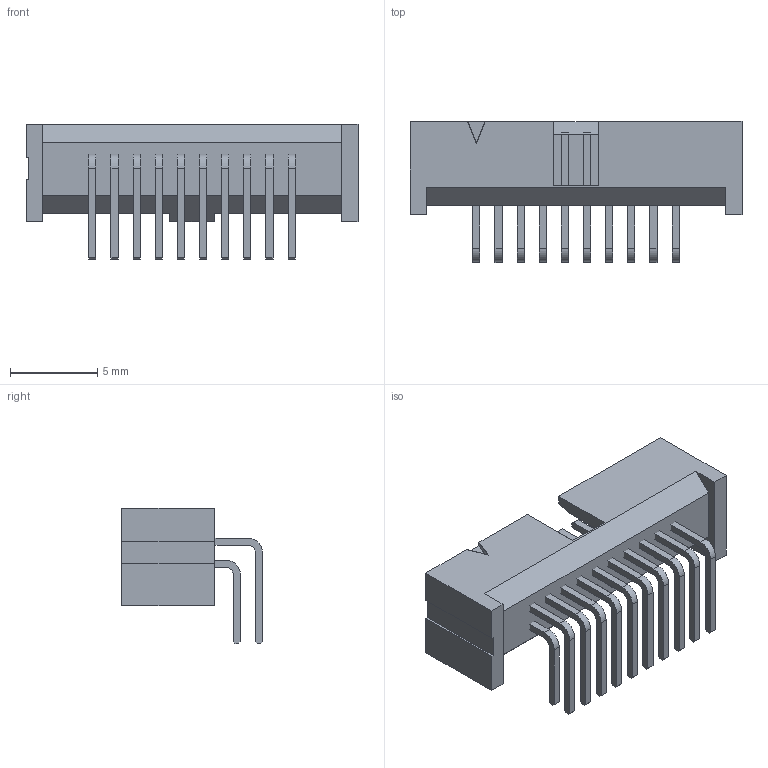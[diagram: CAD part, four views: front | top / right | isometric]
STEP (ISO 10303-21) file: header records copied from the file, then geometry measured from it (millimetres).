
FILE_DESCRIPTION( ( 'STEP AP203' ), '1' );
FILE_NAME( 'SHF-110-01-L-D-RA.stp', '2021-12-21T00:36:32', ( 'License CC BY-ND 4.0' ), ( 'CADENAS' ), ' ', 'PARTsolutions', ' ' );
FILE_SCHEMA( ( 'CONFIG_CONTROL_DESIGN' ) );
Length unit declared in the file: inch
Products named in the file (4): SHF-110-01-L-D-RA; _SHF-110-01-D_header; _SHF-First_Position_Indicator; _T-1S71-02-10-D-RA
Assembly tree (3 placements, depth 2):
  SHF-110-01-L-D-RA
    _SHF-110-01-D_header
    _SHF-First_Position_Indicator
    _T-1S71-02-10-D-RA
Bounding box: 19.05 x 8.08 x 7.75 mm (x, y, z)
Volume: 270 mm3; surface area: 984.5 mm2
Topology: 3 solids, 3 shells, 364 faces, 1070 edges, 712 vertices
Faces by surface type: plane 324, cylinder 40
Entity records: 12059 total; most frequent: CARTESIAN_POINT 2150, ORIENTED_EDGE 2140, DIRECTION 1886, EDGE_CURVE 1070, LINE 990, VECTOR 990, VERTEX_POINT 712, AXIS2_PLACEMENT_3D 448
